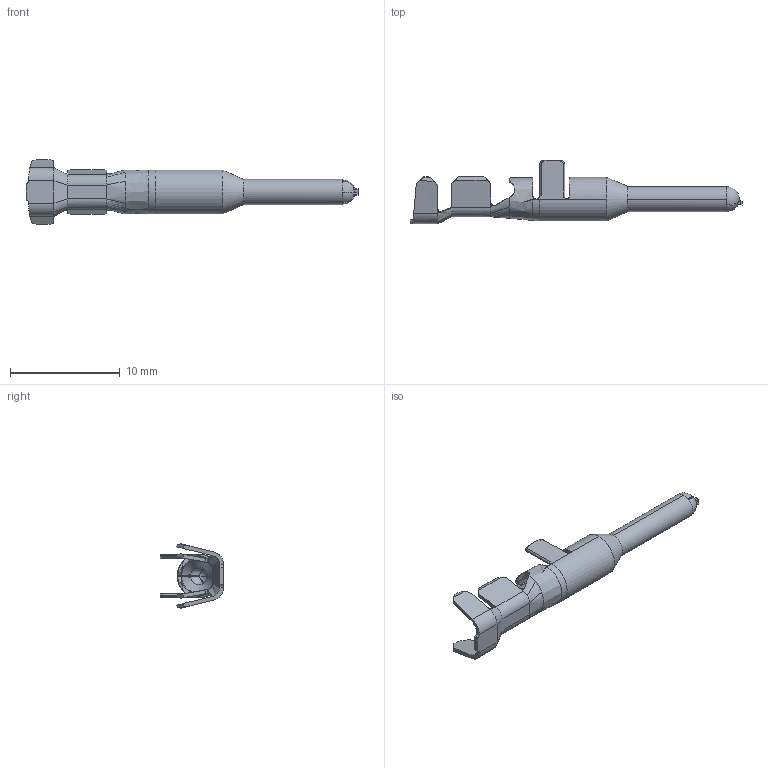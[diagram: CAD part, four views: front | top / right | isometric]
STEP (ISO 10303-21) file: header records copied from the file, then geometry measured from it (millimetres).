
FILE_DESCRIPTION (( 'STEP AP203' ), '1' );
FILE_NAME ('09156.STEP', '2015-02-05T12:33:52', ( '' ), ( '' ), 'SwSTEP 2.0', 'SolidWorks 2014', '' );
FILE_SCHEMA (( 'CONFIG_CONTROL_DESIGN' ));
Length unit declared in the file: inch
Products named in the file (1): 09156
Bounding box: 30.23 x 5.77 x 5.84 mm (x, y, z)
Volume: 84.5 mm3; surface area: 528.7 mm2
Topology: 1 solids, 1 shells, 291 faces, 728 edges, 435 vertices
Faces by surface type: plane 124, bspline 72, cylinder 65, cone 20, sphere 10
Entity records: 9711 total; most frequent: CARTESIAN_POINT 3342, ORIENTED_EDGE 1448, DIRECTION 1104, EDGE_CURVE 724, VERTEX_POINT 435, VECTOR 418, LINE 418, AXIS2_PLACEMENT_3D 343
